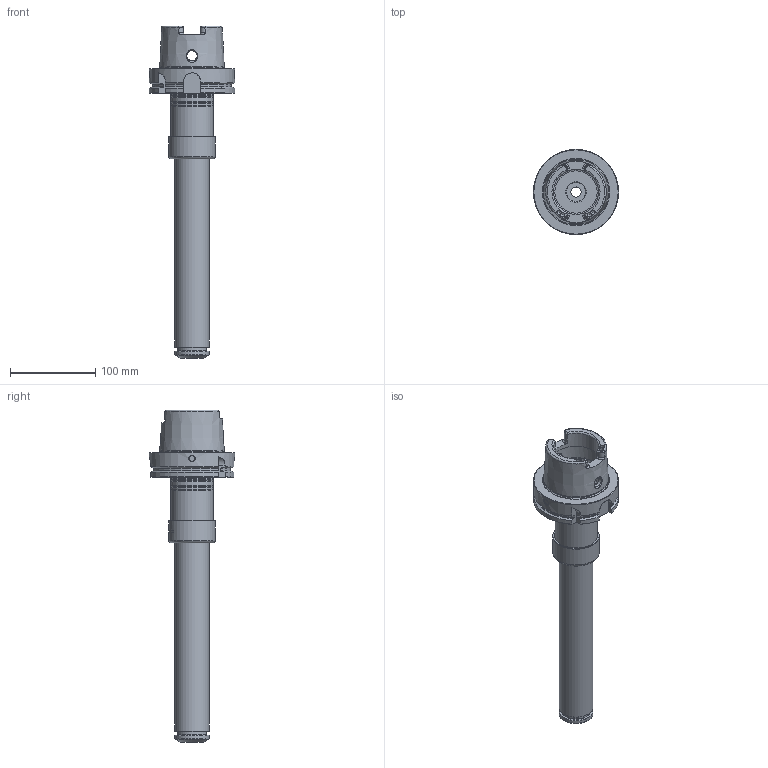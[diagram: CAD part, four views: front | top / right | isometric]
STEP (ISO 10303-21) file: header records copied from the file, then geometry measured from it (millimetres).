
FILE_DESCRIPTION(/* description */ (''),/* implementation_level */ '2;1');
FILE_NAME(/* name */ '888576170.stp',/* time_stamp */ '2023-03-15T12:24:11',/* author */ ('Ratnasingam Jekanthan'),/* organization */ ('REGO-FIX'),/* preprocessor_version */ ' Unknown',/* originating_system */ 'SIEMENS PLM Software Solid Edge ST10',/* authorization */ 'Unknown');
FILE_SCHEMA (('AUTOMOTIVE_DESIGN { 1 0 10303 214 2 1 1}'));
Length unit declared in the file: millimetre
Products named in the file (1): NOCUT
Bounding box: 100 x 100 x 390 mm (x, y, z)
Volume: 632852.8 mm3; surface area: 119421.4 mm2
Topology: 1 solids, 3 shells, 211 faces, 507 edges, 315 vertices
Faces by surface type: cylinder 59, cone 58, plane 53, torus 41
Full cylindrical faces by diameter (mm): 5 x4, 7.5 x1, 9 x1, 10 x1, 12 x4, 13 x1, 14 x1, 22.376 x1, 25 x2, 30.5 x1, 31.6 x1, 33 x1, 34 x1, 40 x2, 40.2 x1, 42 x1, 45 x1, 48.376 x2, 50 x1, 50.05 x1, 50.5 x3, 51.3 x1, 53 x2, 54.8 x1, 63 x1, 75.359 x1, 100 x1
Entity records: 7039 total; most frequent: CARTESIAN_POINT 1270, DIRECTION 914, ORIENTED_EDGE 718, AXIS2_PLACEMENT_3D 413, EDGE_CURVE 359, FACE_BOUND 350, EDGE_LOOP 346, VERTEX_POINT 283
